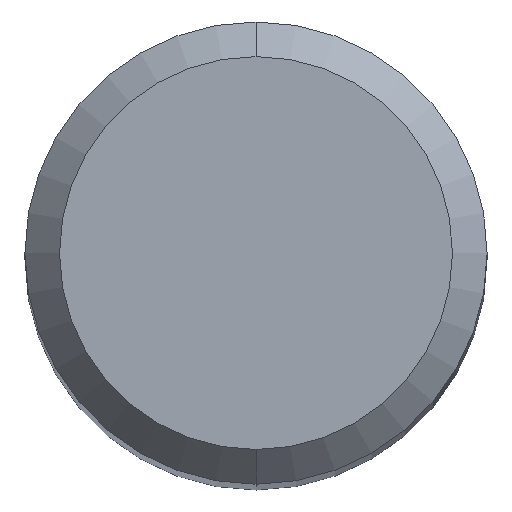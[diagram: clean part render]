
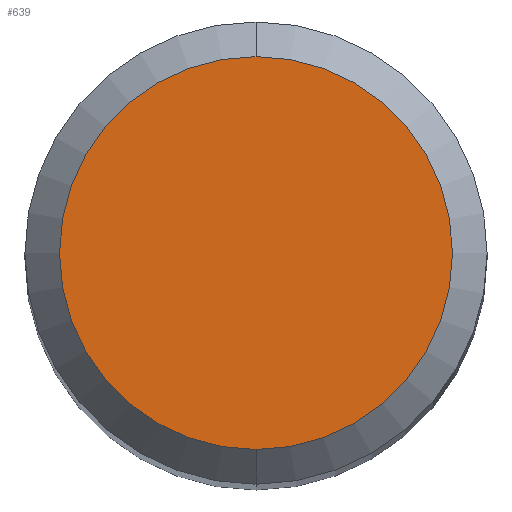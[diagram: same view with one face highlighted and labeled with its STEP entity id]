
A CAD part, top view. The second image highlights one B-rep face of the part: STEP entity #639.
In plain terms, the highlighted planar face has unit normal (0, 0, 1).
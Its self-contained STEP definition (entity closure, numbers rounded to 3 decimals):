
#513=VERTEX_POINT('',#1352);
#531=VERTEX_POINT('',#1372);
#639=ADVANCED_FACE('',(#1492),#1493,.T.);
#1103=EDGE_CURVE('',#531,#513,#1990,.T.);
#1219=EDGE_CURVE('',#513,#531,#2119,.T.);
#1352=CARTESIAN_POINT('',(0.0,1.7,0.0));
#1372=CARTESIAN_POINT('',(0.,-1.7,0.0));
#1492=FACE_OUTER_BOUND('',#3250,.T.);
#1493=PLANE('',#3251);
#1990=CIRCLE('',#5430,1.7);
#2119=CIRCLE('',#5837,1.7);
#3250=EDGE_LOOP('',(#6348,#6349));
#3251=AXIS2_PLACEMENT_3D('',#6350,#6351,#6352);
#5430=AXIS2_PLACEMENT_3D('',#6768,#6769,#6770);
#5837=AXIS2_PLACEMENT_3D('',#6963,#6964,#6965);
#6348=ORIENTED_EDGE('',*,*,#1219,.F.);
#6349=ORIENTED_EDGE('',*,*,#1103,.F.);
#6350=CARTESIAN_POINT('',(0.0,0.85,0.0));
#6351=DIRECTION('',(-0.0,0.0,1.0));
#6352=DIRECTION('',(0.0,-1.0,0.0));
#6768=CARTESIAN_POINT('',(0.0,0.0,0.0));
#6769=DIRECTION('',(0.0,0.0,-1.0));
#6770=DIRECTION('',(0.0,1.0,0.0));
#6963=CARTESIAN_POINT('',(0.0,0.0,0.0));
#6964=DIRECTION('',(0.0,0.0,-1.0));
#6965=DIRECTION('',(0.0,1.0,0.0));
